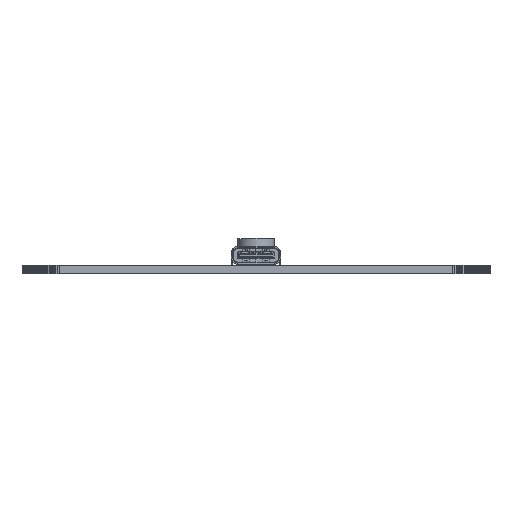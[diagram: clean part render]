
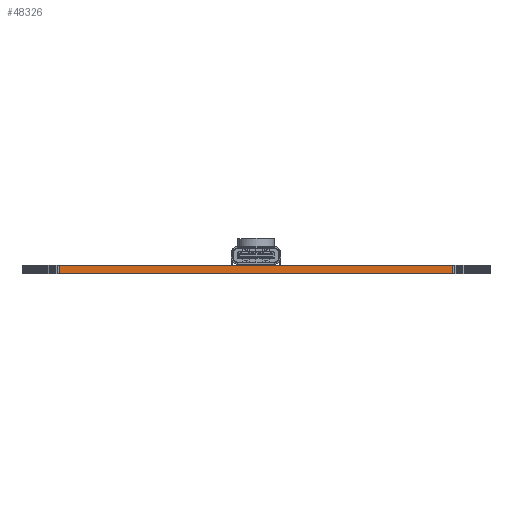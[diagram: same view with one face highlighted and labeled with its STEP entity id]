
A CAD part, front view. The second image highlights one B-rep face of the part: STEP entity #48326.
In plain terms, the highlighted planar face has unit normal (0, -1, 0).
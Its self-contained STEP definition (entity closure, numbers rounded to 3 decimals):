
#40667 = VERTEX_POINT('',#40668);
#40668 = CARTESIAN_POINT('',(110.892,-122.419,0.));
#40674 = EDGE_CURVE('',#40675,#40667,#40677,.T.);
#40675 = VERTEX_POINT('',#40676);
#40676 = CARTESIAN_POINT('',(181.934,-122.419,0.));
#40677 = LINE('',#40678,#40679);
#40678 = CARTESIAN_POINT('',(181.934,-122.419,0.));
#40679 = VECTOR('',#40680,1.);
#40680 = DIRECTION('',(-1.,0.,0.));
#43406 = VERTEX_POINT('',#43407);
#43407 = CARTESIAN_POINT('',(110.892,-122.419,1.51));
#43413 = EDGE_CURVE('',#43414,#43406,#43416,.T.);
#43414 = VERTEX_POINT('',#43415);
#43415 = CARTESIAN_POINT('',(181.934,-122.419,1.51));
#43416 = LINE('',#43417,#43418);
#43417 = CARTESIAN_POINT('',(181.934,-122.419,1.51));
#43418 = VECTOR('',#43419,1.);
#43419 = DIRECTION('',(-1.,0.,0.));
#48298 = EDGE_CURVE('',#40675,#43414,#48299,.T.);
#48299 = LINE('',#48300,#48301);
#48300 = CARTESIAN_POINT('',(181.934,-122.419,0.));
#48301 = VECTOR('',#48302,1.);
#48302 = DIRECTION('',(0.,0.,1.));
#48326 = ADVANCED_FACE('',(#48327),#48338,.T.);
#48327 = FACE_BOUND('',#48328,.T.);
#48328 = EDGE_LOOP('',(#48329,#48330,#48331,#48337));
#48329 = ORIENTED_EDGE('',*,*,#48298,.T.);
#48330 = ORIENTED_EDGE('',*,*,#43413,.T.);
#48331 = ORIENTED_EDGE('',*,*,#48332,.F.);
#48332 = EDGE_CURVE('',#40667,#43406,#48333,.T.);
#48333 = LINE('',#48334,#48335);
#48334 = CARTESIAN_POINT('',(110.892,-122.419,0.));
#48335 = VECTOR('',#48336,1.);
#48336 = DIRECTION('',(0.,0.,1.));
#48337 = ORIENTED_EDGE('',*,*,#40674,.F.);
#48338 = PLANE('',#48339);
#48339 = AXIS2_PLACEMENT_3D('',#48340,#48341,#48342);
#48340 = CARTESIAN_POINT('',(181.934,-122.419,0.));
#48341 = DIRECTION('',(0.,-1.,0.));
#48342 = DIRECTION('',(-1.,0.,0.));
